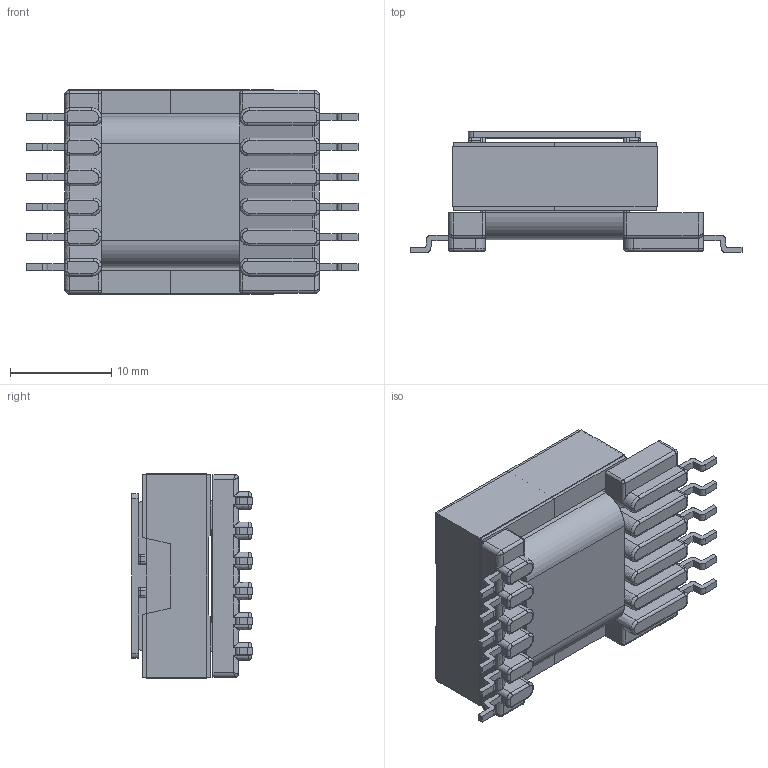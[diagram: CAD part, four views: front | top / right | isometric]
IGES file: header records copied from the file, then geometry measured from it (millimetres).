
Start section: SolidWorks IGES file using analytic representation for surfaces
Global section: file name: EFD20_5900_0251.IGS; native system: SolidWorks 2017; preprocessor: SolidWorks 2017; author: tisha.pedersen; date: 190131.131451; units: millimetre
Bounding box: 32.73 x 11.9 x 20.2 mm (x, y, z)
Surface area: 6627.2 mm2 (no closed solid volume)
Topology: 0 solids, 0 shells, 589 faces, 4046 edges, 4026 vertices
Faces by surface type: bspline 363, revolution 226
